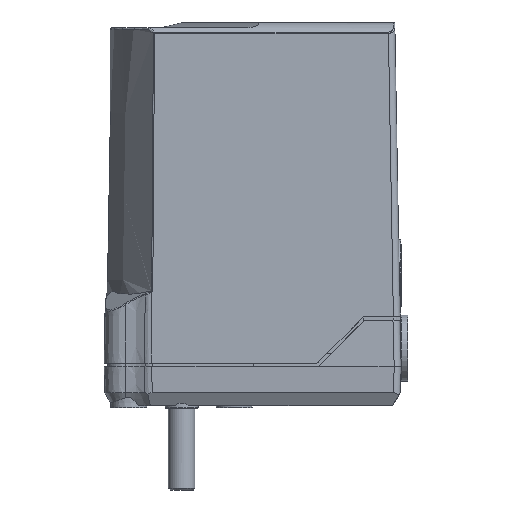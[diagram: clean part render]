
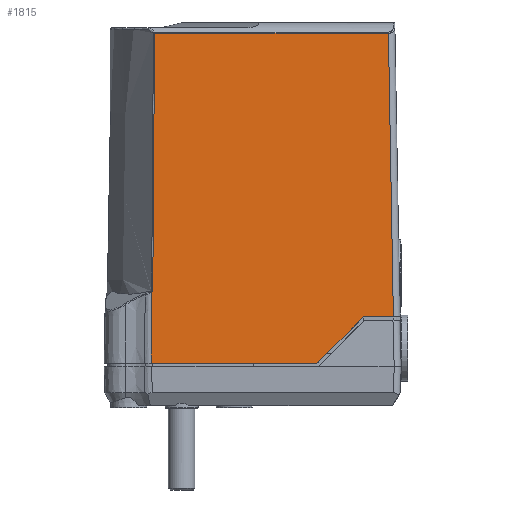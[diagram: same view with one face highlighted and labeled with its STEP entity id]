
A CAD part, left-side view. The second image highlights one B-rep face of the part: STEP entity #1815.
In plain terms, the highlighted planar face has unit normal (-1, 0, 0.018).
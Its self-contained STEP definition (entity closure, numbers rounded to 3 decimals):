
#1323=B_SPLINE_CURVE_WITH_KNOTS('',3,(#9694,#9695,#9696,#9697),.UNSPECIFIED.,
.F.,.F.,(4,4),(0.,1.),.UNSPECIFIED.);
#1331=B_SPLINE_CURVE_WITH_KNOTS('',3,(#9932,#9933,#9934,#9935),.UNSPECIFIED.,
.F.,.F.,(4,4),(0.,1.),.UNSPECIFIED.);
#1815=ADVANCED_FACE('',(#2291),#2050,.F.);
#2050=PLANE('',#6622);
#2291=FACE_OUTER_BOUND('',#2621,.T.);
#2621=EDGE_LOOP('',(#3622,#3623,#3624,#3625,#3626,#3627,#3628,#3629));
#3622=ORIENTED_EDGE('',*,*,#5272,.T.);
#3623=ORIENTED_EDGE('',*,*,#5160,.T.);
#3624=ORIENTED_EDGE('',*,*,#5179,.T.);
#3625=ORIENTED_EDGE('',*,*,#5207,.T.);
#3626=ORIENTED_EDGE('',*,*,#5223,.T.);
#3627=ORIENTED_EDGE('',*,*,#5218,.T.);
#3628=ORIENTED_EDGE('',*,*,#5273,.T.);
#3629=ORIENTED_EDGE('',*,*,#5274,.T.);
#4548=VERTEX_POINT('',#9538);
#4549=VERTEX_POINT('',#9540);
#4562=VERTEX_POINT('',#9698);
#4583=VERTEX_POINT('',#9798);
#4593=VERTEX_POINT('',#9820);
#4594=VERTEX_POINT('',#9822);
#4616=VERTEX_POINT('',#9936);
#4617=VERTEX_POINT('',#9938);
#5160=EDGE_CURVE('',#4549,#4548,#5740,.T.);
#5179=EDGE_CURVE('',#4548,#4562,#1323,.T.);
#5207=EDGE_CURVE('',#4562,#4583,#5758,.T.);
#5218=EDGE_CURVE('',#4594,#4593,#5762,.T.);
#5223=EDGE_CURVE('',#4583,#4594,#5767,.T.);
#5272=EDGE_CURVE('',#4616,#4549,#1331,.T.);
#5273=EDGE_CURVE('',#4593,#4617,#5804,.T.);
#5274=EDGE_CURVE('',#4617,#4616,#5805,.T.);
#5740=LINE('',#9539,#6126);
#5758=LINE('',#9799,#6144);
#5762=LINE('',#9821,#6148);
#5767=LINE('',#9829,#6153);
#5804=LINE('',#9937,#6190);
#5805=LINE('',#9939,#6191);
#6126=VECTOR('',#7534,1.);
#6144=VECTOR('',#7582,1.);
#6148=VECTOR('',#7602,1.);
#6153=VECTOR('',#7609,1.);
#6190=VECTOR('',#7722,1.);
#6191=VECTOR('',#7723,1.);
#6622=AXIS2_PLACEMENT_3D('',#9940,#7724,#7725);
#7534=DIRECTION('',(-0.009,0.858,-0.513));
#7582=DIRECTION('',(0.,-1.,0.));
#7602=DIRECTION('',(0.,-1.,0.));
#7609=DIRECTION('',(0.012,-0.707,0.707));
#7722=DIRECTION('',(0.017,0.017,1.));
#7723=DIRECTION('',(0.,1.,0.));
#7724=DIRECTION('',(1.,0.,-0.017));
#7725=DIRECTION('',(-0.017,0.,-1.));
#9538=CARTESIAN_POINT('',(-32.625,9.055,34.51));
#9539=CARTESIAN_POINT('',(-32.697,16.018,30.346));
#9540=CARTESIAN_POINT('',(-32.621,8.748,34.694));
#9694=CARTESIAN_POINT('',(-32.625,9.055,34.51));
#9695=CARTESIAN_POINT('',(-32.75,9.094,27.34));
#9696=CARTESIAN_POINT('',(-32.875,9.134,20.17));
#9697=CARTESIAN_POINT('',(-33.,9.174,13.));
#9698=CARTESIAN_POINT('',(-33.,9.174,13.));
#9798=CARTESIAN_POINT('',(-33.,-41.066,13.));
#9799=CARTESIAN_POINT('',(-33.,9.094,13.));
#9820=CARTESIAN_POINT('',(-32.756,-64.256,27.));
#9821=CARTESIAN_POINT('',(-32.756,9.094,27.));
#9822=CARTESIAN_POINT('',(-32.756,-55.066,27.));
#9829=CARTESIAN_POINT('',(-33.438,-15.99,-12.076));
#9932=CARTESIAN_POINT('',(-31.253,8.2,113.09));
#9933=CARTESIAN_POINT('',(-31.709,8.384,86.958));
#9934=CARTESIAN_POINT('',(-32.165,8.567,60.826));
#9935=CARTESIAN_POINT('',(-32.621,8.748,34.694));
#9936=CARTESIAN_POINT('',(-31.253,8.2,113.09));
#9937=CARTESIAN_POINT('',(-32.978,-64.478,14.284));
#9938=CARTESIAN_POINT('',(-31.253,-62.753,113.09));
#9939=CARTESIAN_POINT('',(-31.253,-74.697,113.09));
#9940=CARTESIAN_POINT('',(-33.,9.094,13.));
